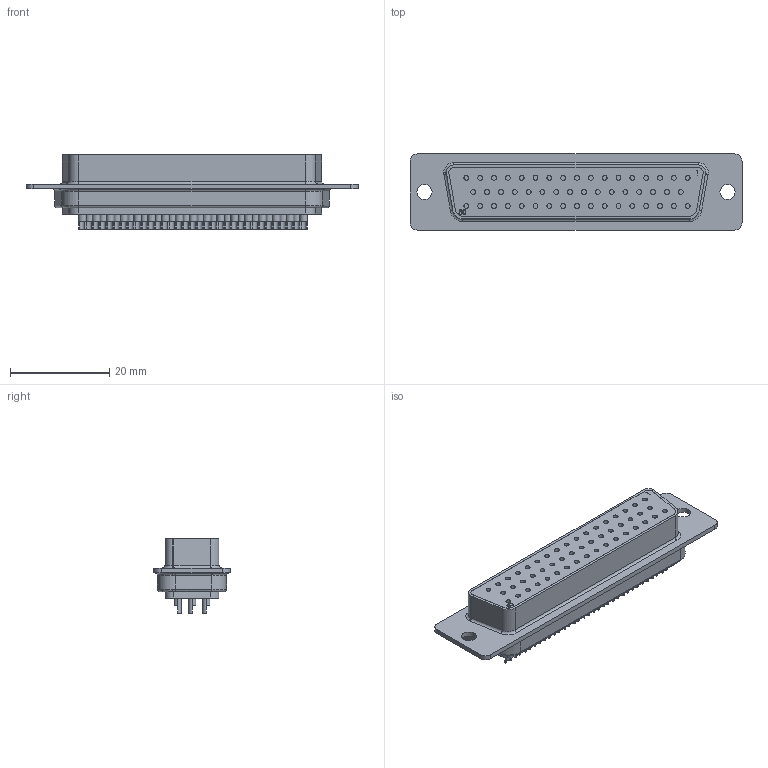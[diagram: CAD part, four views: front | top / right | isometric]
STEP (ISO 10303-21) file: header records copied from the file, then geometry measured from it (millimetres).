
FILE_DESCRIPTION (( 'STEP AP214' ), '1' );
FILE_NAME ('SD50S.STEP', '2006-08-03T15:18:24', ( 'L-COM' ), ( 'L-COM' ), 'SwSTEP 2.0', 'SolidWorks 2006004', '' );
FILE_SCHEMA (( 'AUTOMOTIVE_DESIGN' ));
Length unit declared in the file: inch
Products named in the file (1): SD50S
Bounding box: 67.06 x 15.37 x 15.01 mm (x, y, z)
Volume: 7685.4 mm3; surface area: 5453.6 mm2
Topology: 1 solids, 1 shells, 723 faces, 1606 edges, 993 vertices
Faces by surface type: cylinder 344, plane 342, torus 20, bspline 17
Entity records: 30222 total; most frequent: CARTESIAN_POINT 5306, DIRECTION 3701, ORIENTED_EDGE 3212, EDGE_CURVE 1606, AXIS2_PLACEMENT_3D 1422, VERTEX_POINT 993, VECTOR 857, LINE 857
